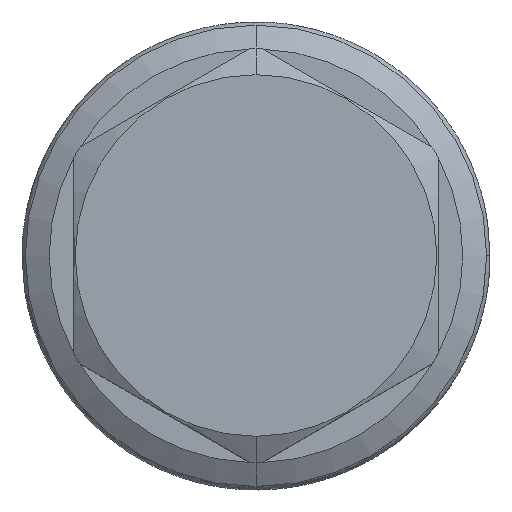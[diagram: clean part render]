
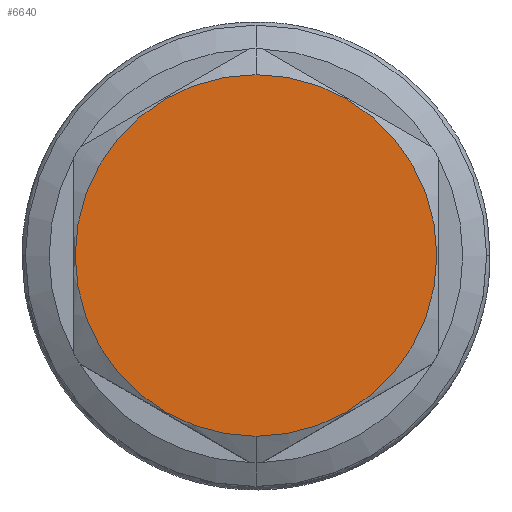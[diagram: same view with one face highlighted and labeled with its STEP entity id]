
A CAD part, top view. The second image highlights one B-rep face of the part: STEP entity #6640.
In plain terms, the highlighted planar face has unit normal (0, 0, 1).
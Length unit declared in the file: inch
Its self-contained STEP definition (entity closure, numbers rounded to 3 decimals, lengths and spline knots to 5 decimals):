
#3265=CARTESIAN_POINT('',(0.,0.,4.811));
#3266=DIRECTION('',(0.,0.,1.));
#3267=DIRECTION('',(0.,-1.,0.));
#3268=AXIS2_PLACEMENT_3D('',#3265,#3266,#3267);
#3270=CARTESIAN_POINT('',(0.,0.,4.811));
#3271=DIRECTION('',(0.,0.,1.));
#3272=DIRECTION('',(0.,1.,0.));
#3273=AXIS2_PLACEMENT_3D('',#3270,#3271,#3272);
#3411=CARTESIAN_POINT('',(0.,-0.807,4.811));
#3412=CARTESIAN_POINT('',(0.,0.807,4.811));
#3413=VERTEX_POINT('',#3411);
#3414=VERTEX_POINT('',#3412);
#6631=CARTESIAN_POINT('',(0.,0.,4.811));
#6632=DIRECTION('',(0.,0.,1.));
#6633=DIRECTION('',(0.,1.,0.));
#6634=AXIS2_PLACEMENT_3D('',#6631,#6632,#6633);
#6635=PLANE('',#6634);
#6636=ORIENTED_EDGE('',*,*,#6401,.F.);
#6637=ORIENTED_EDGE('',*,*,#6622,.F.);
#6638=EDGE_LOOP('',(#6636,#6637));
#6639=FACE_OUTER_BOUND('',#6638,.F.);
#6640=ADVANCED_FACE('',(#6639),#6635,.T.);
#3269=CIRCLE('',#3268,0.807);
#3274=CIRCLE('',#3273,0.807);
#6401=EDGE_CURVE('',#3413,#3414,#3269,.T.);
#6622=EDGE_CURVE('',#3414,#3413,#3274,.T.);
